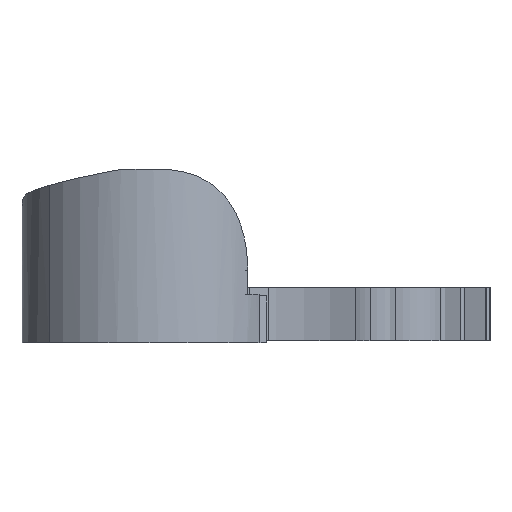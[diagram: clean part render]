
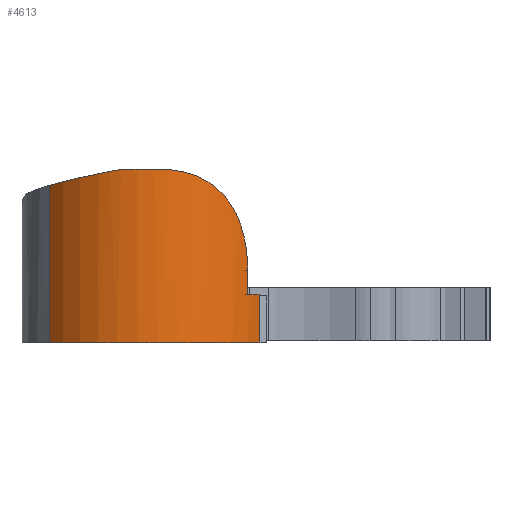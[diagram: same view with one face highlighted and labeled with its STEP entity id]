
A CAD part, left-side view. The second image highlights one B-rep face of the part: STEP entity #4613.
In plain terms, the highlighted cylindrical face has radius 19.05 mm (diameter 38.1 mm), a partial arc.
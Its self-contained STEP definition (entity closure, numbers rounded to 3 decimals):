
#119 =( BOUNDED_CURVE ( )  B_SPLINE_CURVE ( 3, ( #4121, #4120, #4119, #4122 ),
 .UNSPECIFIED., .F., .F. ) 
 B_SPLINE_CURVE_WITH_KNOTS ( ( 4, 4 ),
 ( 1.27, 1.952 ),
 .UNSPECIFIED. ) 
 CURVE ( )  GEOMETRIC_REPRESENTATION_ITEM ( )  RATIONAL_B_SPLINE_CURVE ( ( 1., 0.962, 0.962, 1. ) ) 
 REPRESENTATION_ITEM ( '' )  );
#120 = B_SPLINE_CURVE_WITH_KNOTS ( 'NONE', 3,
 ( #4138, #4132, #4133, #4140, #4141, #4142, #4143, #4144, #4145, #4146, #4147, #4148, #4149, #7902, #7903, #7904, #7905, #7906, #7907, #7908, #7909, #7910, #7911, #7912, #7913, #7914 ),
 .UNSPECIFIED., .F., .F.,
 ( 4, 2, 2, 2, 2, 2, 2, 2, 2, 2, 2, 2, 4 ),
 ( 0., 0.003, 0.004, 0.006, 0.008, 0.01, 0.011, 0.013, 0.014, 0.017, 0.018, 0.02, 0.022 ),
 .UNSPECIFIED. ) ;
#233 = FACE_OUTER_BOUND ( 'NONE', #6823, .T. ) ;
#245 = CYLINDRICAL_SURFACE ( 'NONE', #7412, 19.05 ) ;
#758 = DIRECTION ( 'NONE',  ( -1., 0., 0. ) ) ;
#759 = CARTESIAN_POINT ( 'NONE',  ( 162.601, 0., -26. ) ) ;
#760 = DIRECTION ( 'NONE',  ( 0., 0., 1. ) ) ;
#3820 = AXIS2_PLACEMENT_3D ( 'NONE', #4128, #4129, #4130 ) ;
#3821 = AXIS2_PLACEMENT_3D ( 'NONE', #4134, #4135, #4136 ) ;
#3822 = AXIS2_PLACEMENT_3D ( 'NONE', #7917, #7918, #7919 ) ;
#4119 = CARTESIAN_POINT ( 'NONE',  ( 180.173, -8.58, -25.227 ) ) ;
#4120 = CARTESIAN_POINT ( 'NONE',  ( 181.651, -4.417, -24.395 ) ) ;
#4121 = CARTESIAN_POINT ( 'NONE',  ( 181.651, 0., -23.6 ) ) ;
#4122 = CARTESIAN_POINT ( 'NONE',  ( 177.389, -12.009, -26. ) ) ;
#4123 = CARTESIAN_POINT ( 'NONE',  ( 181.651, 0., -26. ) ) ;
#4124 = DIRECTION ( 'NONE',  ( 0., 0., 1. ) ) ;
#4125 = DIRECTION ( 'NONE',  ( 0., 0., 1. ) ) ;
#4126 = DIRECTION ( 'NONE',  ( 0., 0., 1. ) ) ;
#4127 = CARTESIAN_POINT ( 'NONE',  ( 155.383, -17.63, -26. ) ) ;
#4128 = CARTESIAN_POINT ( 'NONE',  ( 162.601, 0., 0. ) ) ;
#4129 = DIRECTION ( 'NONE',  ( 0., 0., 1. ) ) ;
#4130 = DIRECTION ( 'NONE',  ( 1., 0., 0. ) ) ;
#4131 = CARTESIAN_POINT ( 'NONE',  ( 158.278, -18.553, -26. ) ) ;
#4132 = CARTESIAN_POINT ( 'NONE',  ( 170.905, -17.171, -25.897 ) ) ;
#4133 = CARTESIAN_POINT ( 'NONE',  ( 170.065, -17.55, -25.73 ) ) ;
#4134 = CARTESIAN_POINT ( 'NONE',  ( 162.601, 0., -7.254 ) ) ;
#4135 = DIRECTION ( 'NONE',  ( 0., 0., 1. ) ) ;
#4136 = DIRECTION ( 'NONE',  ( 1., 0., 0. ) ) ;
#4138 = CARTESIAN_POINT ( 'NONE',  ( 171.731, -16.719, -26. ) ) ;
#4140 = CARTESIAN_POINT ( 'NONE',  ( 168.795, -18.02, -25.36 ) ) ;
#4141 = CARTESIAN_POINT ( 'NONE',  ( 168.371, -18.161, -25.217 ) ) ;
#4142 = CARTESIAN_POINT ( 'NONE',  ( 167.519, -18.41, -24.888 ) ) ;
#4143 = CARTESIAN_POINT ( 'NONE',  ( 167.097, -18.516, -24.703 ) ) ;
#4144 = CARTESIAN_POINT ( 'NONE',  ( 165.861, -18.788, -24.093 ) ) ;
#4145 = CARTESIAN_POINT ( 'NONE',  ( 165.069, -18.905, -23.61 ) ) ;
#4146 = CARTESIAN_POINT ( 'NONE',  ( 163.938, -19.007, -22.764 ) ) ;
#4147 = CARTESIAN_POINT ( 'NONE',  ( 163.573, -19.028, -22.462 ) ) ;
#4148 = CARTESIAN_POINT ( 'NONE',  ( 162.878, -19.051, -21.832 ) ) ;
#4149 = CARTESIAN_POINT ( 'NONE',  ( 162.546, -19.053, -21.501 ) ) ;
#4613 = ADVANCED_FACE ( 'NONE', ( #233 ), #245, .T. ) ;
#5528 = EDGE_CURVE ( 'NONE', #6859, #6857, #119, .T. ) ;
#5529 = EDGE_CURVE ( 'NONE', #6859, #6860, #7730, .T. ) ;
#5530 = EDGE_CURVE ( 'NONE', #6858, #6860, #7731, .T. ) ;
#5531 = EDGE_CURVE ( 'NONE', #6893, #6858, #7732, .T. ) ;
#5532 = EDGE_CURVE ( 'NONE', #6893, #6846, #7733, .T. ) ;
#5533 = EDGE_CURVE ( 'NONE', #6861, #6846, #7736, .T. ) ;
#5534 = EDGE_CURVE ( 'NONE', #6854, #6861, #120, .T. ) ;
#5535 = EDGE_CURVE ( 'NONE', #6854, #6857, #7734, .T. ) ;
#6673 = ORIENTED_EDGE ( 'NONE', *, *, #5528, .F. ) ;
#6674 = ORIENTED_EDGE ( 'NONE', *, *, #5529, .T. ) ;
#6675 = ORIENTED_EDGE ( 'NONE', *, *, #5530, .F. ) ;
#6676 = ORIENTED_EDGE ( 'NONE', *, *, #5531, .F. ) ;
#6677 = ORIENTED_EDGE ( 'NONE', *, *, #5532, .T. ) ;
#6678 = ORIENTED_EDGE ( 'NONE', *, *, #5533, .F. ) ;
#6679 = ORIENTED_EDGE ( 'NONE', *, *, #5534, .F. ) ;
#6680 = ORIENTED_EDGE ( 'NONE', *, *, #5535, .T. ) ;
#6823 = EDGE_LOOP ( 'NONE', ( #6673, #6674, #6675, #6676, #6677, #6678, #6679, #6680 ) ) ;
#6846 = VERTEX_POINT ( 'NONE', #8249 ) ;
#6854 = VERTEX_POINT ( 'NONE', #8259 ) ;
#6857 = VERTEX_POINT ( 'NONE', #8262 ) ;
#6858 = VERTEX_POINT ( 'NONE', #8237 ) ;
#6859 = VERTEX_POINT ( 'NONE', #8263 ) ;
#6860 = VERTEX_POINT ( 'NONE', #8264 ) ;
#6861 = VERTEX_POINT ( 'NONE', #8265 ) ;
#6893 = VERTEX_POINT ( 'NONE', #8296 ) ;
#7412 = AXIS2_PLACEMENT_3D ( 'NONE', #759, #760, #758 ) ;
#7729 = VECTOR ( 'NONE', #4125, 1000. ) ;
#7730 = LINE ( 'NONE', #4123, #7729 ) ;
#7731 = CIRCLE ( 'NONE', #3820, 19.05 ) ;
#7732 = LINE ( 'NONE', #4127, #7735 ) ;
#7733 = CIRCLE ( 'NONE', #3821, 19.05 ) ;
#7734 = CIRCLE ( 'NONE', #3822, 19.05 ) ;
#7735 = VECTOR ( 'NONE', #4124, 1000. ) ;
#7736 = LINE ( 'NONE', #4131, #7738 ) ;
#7738 = VECTOR ( 'NONE', #4126, 1000. ) ;
#7902 = CARTESIAN_POINT ( 'NONE',  ( 161.915, -19.04, -20.81 ) ) ;
#7903 = CARTESIAN_POINT ( 'NONE',  ( 161.615, -19.027, -20.449 ) ) ;
#7904 = CARTESIAN_POINT ( 'NONE',  ( 161.047, -18.989, -19.695 ) ) ;
#7905 = CARTESIAN_POINT ( 'NONE',  ( 160.781, -18.964, -19.304 ) ) ;
#7906 = CARTESIAN_POINT ( 'NONE',  ( 160.044, -18.884, -18.107 ) ) ;
#7907 = CARTESIAN_POINT ( 'NONE',  ( 159.631, -18.82, -17.27 ) ) ;
#7908 = CARTESIAN_POINT ( 'NONE',  ( 159.127, -18.731, -15.956 ) ) ;
#7909 = CARTESIAN_POINT ( 'NONE',  ( 158.978, -18.703, -15.506 ) ) ;
#7910 = CARTESIAN_POINT ( 'NONE',  ( 158.724, -18.652, -14.601 ) ) ;
#7911 = CARTESIAN_POINT ( 'NONE',  ( 158.618, -18.629, -14.145 ) ) ;
#7912 = CARTESIAN_POINT ( 'NONE',  ( 158.364, -18.574, -12.766 ) ) ;
#7913 = CARTESIAN_POINT ( 'NONE',  ( 158.278, -18.553, -11.834 ) ) ;
#7914 = CARTESIAN_POINT ( 'NONE',  ( 158.278, -18.553, -10.887 ) ) ;
#7917 = CARTESIAN_POINT ( 'NONE',  ( 162.601, 0., -26. ) ) ;
#7918 = DIRECTION ( 'NONE',  ( 0., 0., 1. ) ) ;
#7919 = DIRECTION ( 'NONE',  ( 1., 0., 0. ) ) ;
#8237 = CARTESIAN_POINT ( 'NONE',  ( 155.383, -17.63, 0. ) ) ;
#8249 = CARTESIAN_POINT ( 'NONE',  ( 158.278, -18.553, -7.254 ) ) ;
#8259 = CARTESIAN_POINT ( 'NONE',  ( 171.731, -16.719, -26. ) ) ;
#8262 = CARTESIAN_POINT ( 'NONE',  ( 177.389, -12.009, -26. ) ) ;
#8263 = CARTESIAN_POINT ( 'NONE',  ( 181.651, 0., -23.6 ) ) ;
#8264 = CARTESIAN_POINT ( 'NONE',  ( 181.651, 0., 0. ) ) ;
#8265 = CARTESIAN_POINT ( 'NONE',  ( 158.278, -18.553, -10.887 ) ) ;
#8296 = CARTESIAN_POINT ( 'NONE',  ( 155.383, -17.63, -7.254 ) ) ;
